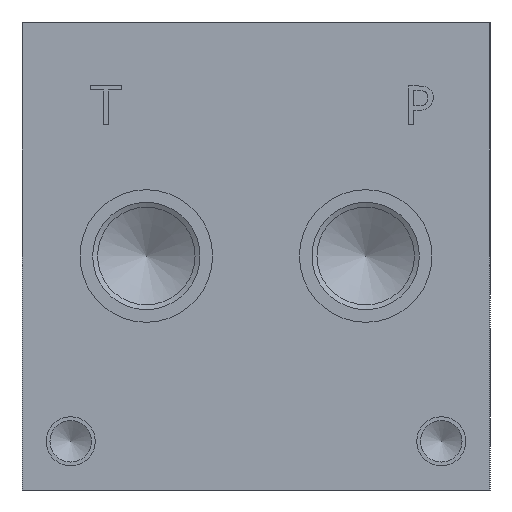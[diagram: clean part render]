
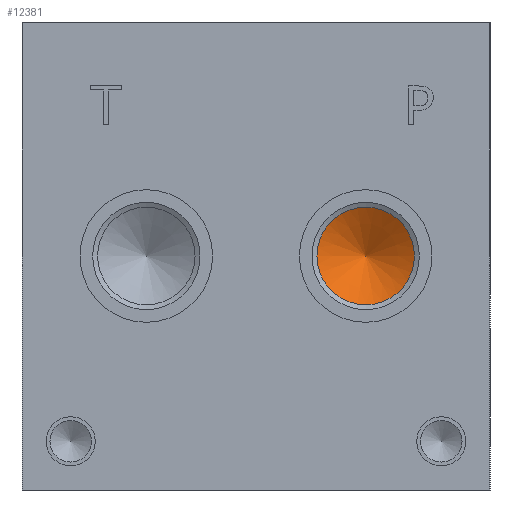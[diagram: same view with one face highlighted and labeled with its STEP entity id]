
A CAD part, left-side view. The second image highlights one B-rep face of the part: STEP entity #12381.
In plain terms, the highlighted conical face has half-angle 60 degrees and reference radius 3.969 mm.
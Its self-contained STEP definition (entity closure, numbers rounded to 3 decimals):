
#96=CONICAL_SURFACE('',#12945,3.969,1.047);
#204=CIRCLE('',#12946,7.938);
#205=CIRCLE('',#12947,7.938);
#1392=FACE_OUTER_BOUND('',#2103,.T.);
#2103=EDGE_LOOP('',(#10607,#10608,#10609,#10610));
#3308=LINE('',#20925,#4442);
#4442=VECTOR('',#15159,3.969);
#5836=VERTEX_POINT('',#20921);
#5837=VERTEX_POINT('',#20922);
#5838=VERTEX_POINT('',#20924);
#7496=EDGE_CURVE('',#5836,#5837,#204,.T.);
#7497=EDGE_CURVE('',#5837,#5838,#3308,.T.);
#7498=EDGE_CURVE('',#5837,#5836,#205,.T.);
#10607=ORIENTED_EDGE('',*,*,#7496,.T.);
#10608=ORIENTED_EDGE('',*,*,#7497,.T.);
#10609=ORIENTED_EDGE('',*,*,#7497,.F.);
#10610=ORIENTED_EDGE('',*,*,#7498,.T.);
#12381=ADVANCED_FACE('',(#1392),#96,.F.);
#12945=AXIS2_PLACEMENT_3D('',#20920,#15155,#15156);
#12946=AXIS2_PLACEMENT_3D('',#20923,#15157,#15158);
#12947=AXIS2_PLACEMENT_3D('',#20926,#15160,#15161);
#15155=DIRECTION('center_axis',(-1.,0.,0.));
#15156=DIRECTION('ref_axis',(0.,1.,0.));
#15157=DIRECTION('center_axis',(-1.,0.,0.));
#15158=DIRECTION('ref_axis',(0.,1.,0.));
#15159=DIRECTION('',(0.5,0.866,0.));
#15160=DIRECTION('center_axis',(-1.,0.,0.));
#15161=DIRECTION('ref_axis',(0.,1.,0.));
#20920=CARTESIAN_POINT('Origin',(34.031,20.244,38.1));
#20921=CARTESIAN_POINT('',(31.74,28.181,38.1));
#20922=CARTESIAN_POINT('',(31.74,12.306,38.1));
#20923=CARTESIAN_POINT('Origin',(31.74,20.244,38.1));
#20924=CARTESIAN_POINT('',(36.323,20.244,38.1));
#20925=CARTESIAN_POINT('',(34.031,16.275,38.1));
#20926=CARTESIAN_POINT('Origin',(31.74,20.244,38.1));
